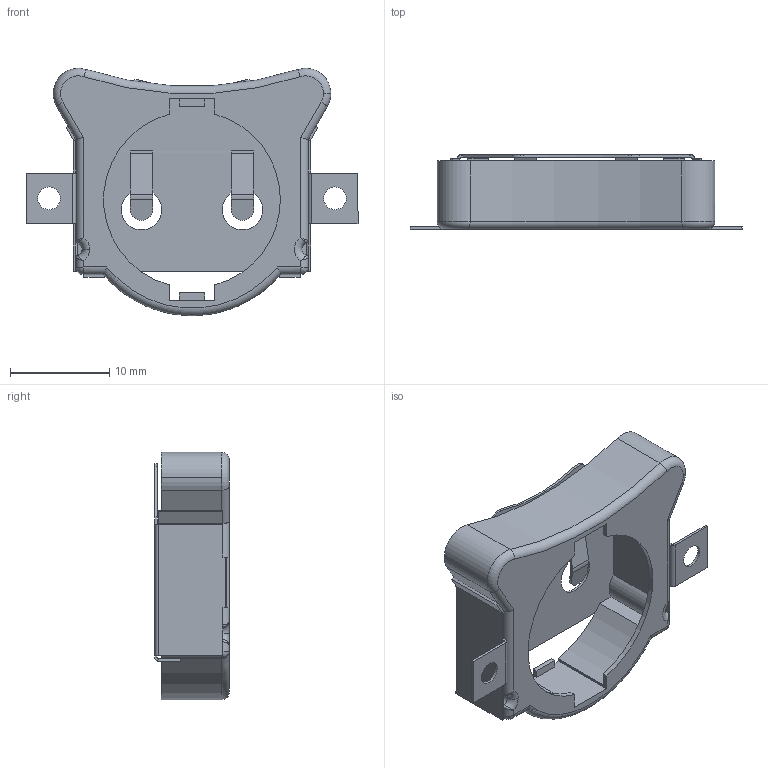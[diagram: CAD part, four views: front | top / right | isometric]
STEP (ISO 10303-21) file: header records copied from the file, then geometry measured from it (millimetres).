
FILE_DESCRIPTION (( 'STEP AP214' ), '1' );
FILE_NAME ('BHX2-2032-SM.STEP', '2018-12-19T19:42:38', ( '' ), ( '' ), 'SwSTEP 2.0', 'SolidWorks 2017', '' );
FILE_SCHEMA (( 'AUTOMOTIVE_DESIGN' ));
Length unit declared in the file: inch
Products named in the file (3): BHX2-2032-SM insulator; BHX2-2032-SM sheetmetal; BHX2-2032-SM
Assembly tree (2 placements, depth 2):
  BHX2-2032-SM
    BHX2-2032-SM sheetmetal
    BHX2-2032-SM insulator
Bounding box: 33.4 x 7.49 x 24.89 mm (x, y, z)
Volume: 1152.8 mm3; surface area: 3100.9 mm2
Topology: 2 solids, 2 shells, 217 faces, 535 edges, 316 vertices
Faces by surface type: plane 131, cylinder 72, torus 8, bspline 6
Entity records: 6583 total; most frequent: CARTESIAN_POINT 1389, DIRECTION 1061, ORIENTED_EDGE 1058, EDGE_CURVE 529, LINE 357, VECTOR 357, AXIS2_PLACEMENT_3D 352, VERTEX_POINT 316
